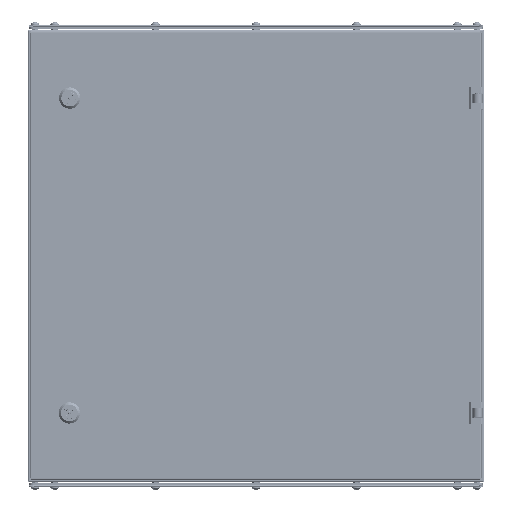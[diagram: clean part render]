
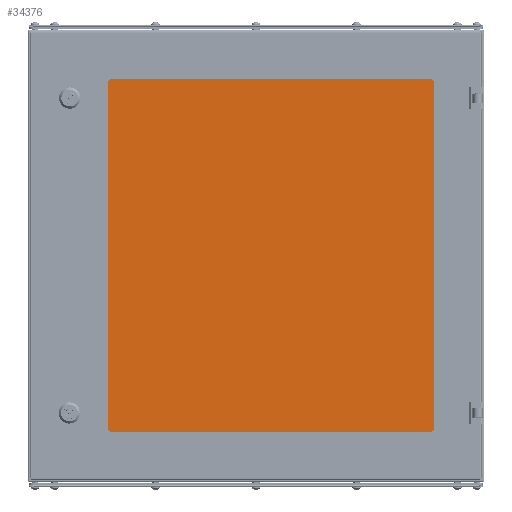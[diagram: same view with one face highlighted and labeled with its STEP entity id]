
A CAD part, top view. The second image highlights one B-rep face of the part: STEP entity #34376.
In plain terms, the highlighted planar face has unit normal (0, 0, 1).
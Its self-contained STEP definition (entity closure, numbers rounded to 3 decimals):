
#822 = CIRCLE ( 'NONE', #50520, 10. ) ;
#2609 = DIRECTION ( 'NONE',  ( 0., 0., 1. ) ) ;
#2860 = ORIENTED_EDGE ( 'NONE', *, *, #25121, .T. ) ;
#3420 = DIRECTION ( 'NONE',  ( 0., 0., 1. ) ) ;
#4387 = ORIENTED_EDGE ( 'NONE', *, *, #10161, .T. ) ;
#5325 = PLANE ( 'NONE',  #33687 ) ;
#8094 = DIRECTION ( 'NONE',  ( 0., 0., 1. ) ) ;
#9655 = VERTEX_POINT ( 'NONE', #49915 ) ;
#9752 = DIRECTION ( 'NONE',  ( -1., 0., 0. ) ) ;
#10010 = EDGE_LOOP ( 'NONE', ( #59952, #31528, #4387, #63047, #80690, #82521, #2860, #67751 ) ) ;
#10161 = EDGE_CURVE ( 'NONE', #72401, #27192, #37468, .T. ) ;
#10930 = CARTESIAN_POINT ( 'NONE',  ( 217.75, 235.5, 4. ) ) ;
#11181 = CARTESIAN_POINT ( 'NONE',  ( -217.75, 245.5, 4. ) ) ;
#15736 = DIRECTION ( 'NONE',  ( 0., 1., 0. ) ) ;
#17033 = LINE ( 'NONE', #72120, #86209 ) ;
#17553 = VERTEX_POINT ( 'NONE', #82433 ) ;
#19148 = DIRECTION ( 'NONE',  ( 0., 0., -1. ) ) ;
#19591 = VERTEX_POINT ( 'NONE', #38553 ) ;
#25121 = EDGE_CURVE ( 'NONE', #17553, #19591, #47503, .T. ) ;
#27192 = VERTEX_POINT ( 'NONE', #41938 ) ;
#29457 = VECTOR ( 'NONE', #74632, 1000. ) ;
#30724 = CARTESIAN_POINT ( 'NONE',  ( -227.75, 245.5, 4. ) ) ;
#31528 = ORIENTED_EDGE ( 'NONE', *, *, #54618, .T. ) ;
#33687 = AXIS2_PLACEMENT_3D ( 'NONE', #78695, #19148, #52893 ) ;
#34376 = ADVANCED_FACE ( 'NONE', ( #51579 ), #5325, .F. ) ;
#36409 = EDGE_CURVE ( 'NONE', #27192, #80580, #63825, .T. ) ;
#36860 = AXIS2_PLACEMENT_3D ( 'NONE', #10930, #37995, #51786 ) ;
#37468 = LINE ( 'NONE', #49925, #86917 ) ;
#37995 = DIRECTION ( 'NONE',  ( 0., 0., 1. ) ) ;
#38553 = CARTESIAN_POINT ( 'NONE',  ( -227.75, -235.5, 4. ) ) ;
#40974 = EDGE_CURVE ( 'NONE', #19591, #9655, #85557, .T. ) ;
#41276 = CARTESIAN_POINT ( 'NONE',  ( 227.75, -235.5, 4. ) ) ;
#41426 = DIRECTION ( 'NONE',  ( -1., 0., 0. ) ) ;
#41938 = CARTESIAN_POINT ( 'NONE',  ( 227.75, 235.5, 4. ) ) ;
#42195 = CARTESIAN_POINT ( 'NONE',  ( -217.75, -235.5, 4. ) ) ;
#44119 = DIRECTION ( 'NONE',  ( 1., 0., 0. ) ) ;
#44478 = DIRECTION ( 'NONE',  ( -1., 0., 0. ) ) ;
#46558 = EDGE_CURVE ( 'NONE', #74862, #17553, #822, .T. ) ;
#47210 = AXIS2_PLACEMENT_3D ( 'NONE', #42195, #2609, #9752 ) ;
#47503 = LINE ( 'NONE', #82158, #29457 ) ;
#48189 = EDGE_CURVE ( 'NONE', #9655, #81151, #17033, .T. ) ;
#49841 = LINE ( 'NONE', #30724, #55087 ) ;
#49915 = CARTESIAN_POINT ( 'NONE',  ( -217.75, -245.5, 4. ) ) ;
#49925 = CARTESIAN_POINT ( 'NONE',  ( 227.75, -245.5, 4. ) ) ;
#50520 = AXIS2_PLACEMENT_3D ( 'NONE', #71016, #3420, #58985 ) ;
#51393 = EDGE_CURVE ( 'NONE', #80580, #74862, #49841, .T. ) ;
#51579 = FACE_OUTER_BOUND ( 'NONE', #10010, .T. ) ;
#51786 = DIRECTION ( 'NONE',  ( -1., 0., 0. ) ) ;
#52893 = DIRECTION ( 'NONE',  ( -1., 0., 0. ) ) ;
#54618 = EDGE_CURVE ( 'NONE', #81151, #72401, #79915, .T. ) ;
#55087 = VECTOR ( 'NONE', #44478, 1000. ) ;
#56136 = CARTESIAN_POINT ( 'NONE',  ( 217.75, 245.5, 4. ) ) ;
#58985 = DIRECTION ( 'NONE',  ( -1., 0., 0. ) ) ;
#59952 = ORIENTED_EDGE ( 'NONE', *, *, #48189, .T. ) ;
#63047 = ORIENTED_EDGE ( 'NONE', *, *, #36409, .T. ) ;
#63825 = CIRCLE ( 'NONE', #36860, 10. ) ;
#64300 = AXIS2_PLACEMENT_3D ( 'NONE', #75677, #8094, #41426 ) ;
#67751 = ORIENTED_EDGE ( 'NONE', *, *, #40974, .T. ) ;
#71016 = CARTESIAN_POINT ( 'NONE',  ( -217.75, 235.5, 4. ) ) ;
#72120 = CARTESIAN_POINT ( 'NONE',  ( -227.75, -245.5, 4. ) ) ;
#72401 = VERTEX_POINT ( 'NONE', #41276 ) ;
#74632 = DIRECTION ( 'NONE',  ( 0., -1., 0. ) ) ;
#74862 = VERTEX_POINT ( 'NONE', #11181 ) ;
#75677 = CARTESIAN_POINT ( 'NONE',  ( 217.75, -235.5, 4. ) ) ;
#78695 = CARTESIAN_POINT ( 'NONE',  ( 0., 0., 4. ) ) ;
#79915 = CIRCLE ( 'NONE', #64300, 10. ) ;
#80580 = VERTEX_POINT ( 'NONE', #56136 ) ;
#80690 = ORIENTED_EDGE ( 'NONE', *, *, #51393, .T. ) ;
#81151 = VERTEX_POINT ( 'NONE', #85520 ) ;
#82158 = CARTESIAN_POINT ( 'NONE',  ( -227.75, -245.5, 4. ) ) ;
#82433 = CARTESIAN_POINT ( 'NONE',  ( -227.75, 235.5, 4. ) ) ;
#82521 = ORIENTED_EDGE ( 'NONE', *, *, #46558, .T. ) ;
#85520 = CARTESIAN_POINT ( 'NONE',  ( 217.75, -245.5, 4. ) ) ;
#85557 = CIRCLE ( 'NONE', #47210, 10. ) ;
#86209 = VECTOR ( 'NONE', #44119, 1000. ) ;
#86917 = VECTOR ( 'NONE', #15736, 1000. ) ;
